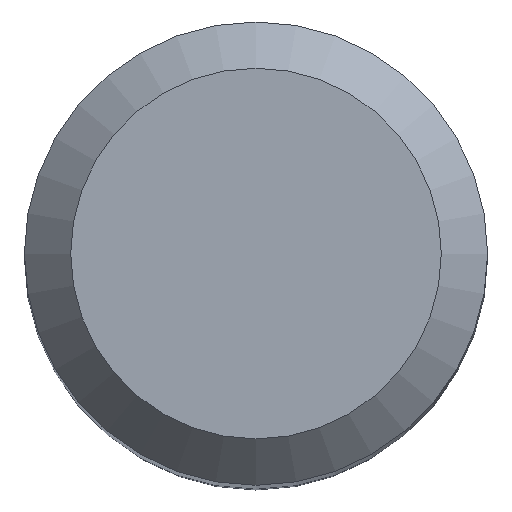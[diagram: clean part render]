
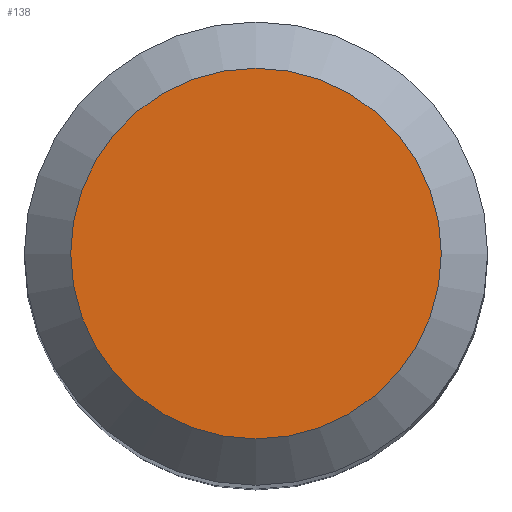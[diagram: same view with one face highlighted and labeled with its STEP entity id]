
A CAD part, top view. The second image highlights one B-rep face of the part: STEP entity #138.
In plain terms, the highlighted planar face has unit normal (0, 0, 1).
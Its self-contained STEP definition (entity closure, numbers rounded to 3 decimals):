
#28 = CARTESIAN_POINT ( 'NONE',  ( 0., 0., 118. ) ) ;
#39 = VERTEX_POINT ( 'NONE', #117 ) ;
#72 = FACE_OUTER_BOUND ( 'NONE', #190, .T. ) ;
#90 = DIRECTION ( 'NONE',  ( 0., 0., -1. ) ) ;
#91 = DIRECTION ( 'NONE',  ( 0., 0., -1. ) ) ;
#111 = CIRCLE ( 'NONE', #153, 4. ) ;
#114 = EDGE_CURVE ( 'NONE', #39, #39, #111, .T. ) ;
#117 = CARTESIAN_POINT ( 'NONE',  ( 0., 4., 118. ) ) ;
#138 = ADVANCED_FACE ( 'NONE', ( #72 ), #236, .F. ) ;
#153 = AXIS2_PLACEMENT_3D ( 'NONE', #237, #91, #154 ) ;
#154 = DIRECTION ( 'NONE',  ( 0., 1., 0. ) ) ;
#165 = AXIS2_PLACEMENT_3D ( 'NONE', #28, #90, #183 ) ;
#177 = ORIENTED_EDGE ( 'NONE', *, *, #114, .F. ) ;
#183 = DIRECTION ( 'NONE',  ( 0., 1., 0. ) ) ;
#190 = EDGE_LOOP ( 'NONE', ( #177 ) ) ;
#236 = PLANE ( 'NONE',  #165 ) ;
#237 = CARTESIAN_POINT ( 'NONE',  ( 0., 0., 118. ) ) ;
